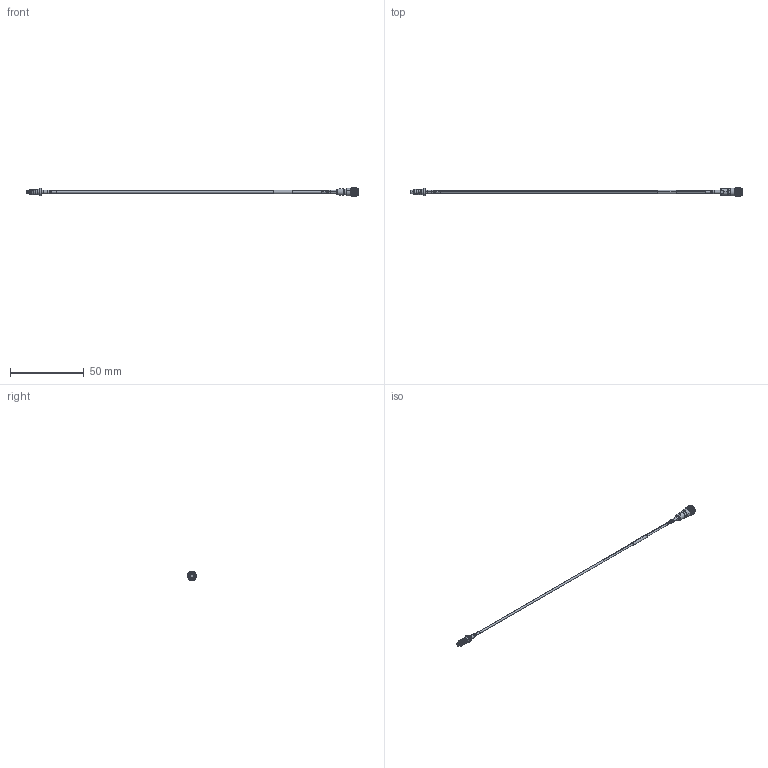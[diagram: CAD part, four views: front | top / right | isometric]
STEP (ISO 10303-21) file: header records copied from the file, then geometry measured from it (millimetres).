
FILE_DESCRIPTION (( 'STEP AP214' ), '1' );
FILE_NAME ('FMCA9731_3D.step', '2024-02-21T16:14:17', ( '' ), ( '' ), 'SwSTEP 2.0', 'SolidWorks 2022', '' );
FILE_SCHEMA (( 'AUTOMOTIVE_DESIGN' ));
Length unit declared in the file: inch
Products named in the file (6): 1AW01-003_.085 ID; FMCA9731_3D; PE45535; PE-P047HF; CA-PE-P047_2_Heatshrink_LONG; PE44798
Assembly tree (6 placements, depth 2):
  FMCA9731_3D
    PE-P047HF
    1AW01-003_.085 ID
    PE44798
    PE45535
    CA-PE-P047_2_Heatshrink_LONG  x2
Bounding box: 225.31 x 6.35 x 6.35 mm (x, y, z)
Volume: 744.7 mm3; surface area: 2014 mm2
Topology: 6 solids, 6 shells, 235 faces, 570 edges, 363 vertices
Faces by surface type: cylinder 97, plane 72, cone 42, torus 16, bspline 8
Entity records: 9417 total; most frequent: CARTESIAN_POINT 4074, DIRECTION 1071, ORIENTED_EDGE 1052, EDGE_CURVE 526, AXIS2_PLACEMENT_3D 433, VERTEX_POINT 339, EDGE_LOOP 233, CIRCLE 219
